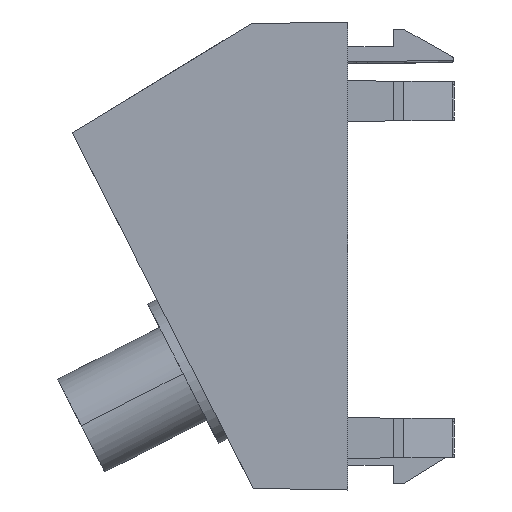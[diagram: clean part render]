
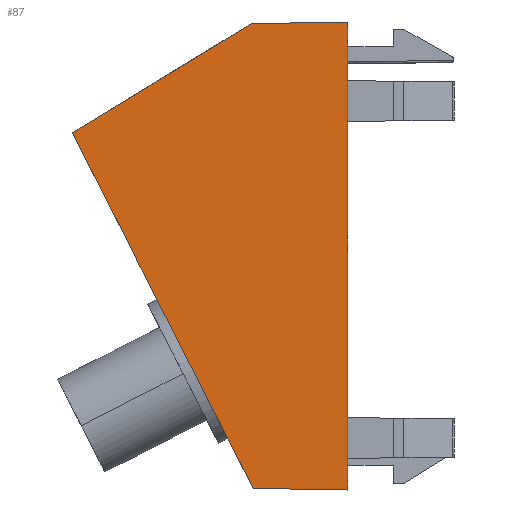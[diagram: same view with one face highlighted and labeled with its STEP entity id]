
A CAD part, left-side view. The second image highlights one B-rep face of the part: STEP entity #87.
In plain terms, the highlighted planar face has unit normal (-1, 0.018, 0).
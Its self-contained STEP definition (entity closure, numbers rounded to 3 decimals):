
#87=ADVANCED_FACE('',(#303),#3149,.T.);
#303=FACE_OUTER_BOUND('',#512,.T.);
#512=EDGE_LOOP('',(#990,#991,#992,#993,#994));
#990=ORIENTED_EDGE('',*,*,#1854,.T.);
#991=ORIENTED_EDGE('',*,*,#1855,.F.);
#992=ORIENTED_EDGE('',*,*,#1856,.T.);
#993=ORIENTED_EDGE('',*,*,#1857,.T.);
#994=ORIENTED_EDGE('',*,*,#1675,.T.);
#1675=EDGE_CURVE('',#2693,#2692,#2487,.T.);
#1854=EDGE_CURVE('',#2692,#2808,#2557,.T.);
#1855=EDGE_CURVE('',#2810,#2808,#2558,.T.);
#1856=EDGE_CURVE('',#2810,#2811,#2559,.T.);
#1857=EDGE_CURVE('',#2811,#2693,#2560,.T.);
#2487=B_SPLINE_CURVE_WITH_KNOTS('',3,(#6080,#6081,#6082,#6083),
 .UNSPECIFIED.,.F.,.F.,(4,4),(83.622,121.993),
 .UNSPECIFIED.);
#2557=B_SPLINE_CURVE_WITH_KNOTS('',3,(#6588,#6589,#6590,#6591),
 .UNSPECIFIED.,.F.,.F.,(4,4),(0.091,9.174),
 .UNSPECIFIED.);
#2558=B_SPLINE_CURVE_WITH_KNOTS('',3,(#6592,#6593,#6594,#6595),
 .UNSPECIFIED.,.F.,.F.,(4,4),(-86.192,-41.192),
 .UNSPECIFIED.);
#2559=B_SPLINE_CURVE_WITH_KNOTS('',3,(#6596,#6597,#6598,#6599),
 .UNSPECIFIED.,.F.,.F.,(4,4),(54.174,63.443),
 .UNSPECIFIED.);
#2560=B_SPLINE_CURVE_WITH_KNOTS('',3,(#6600,#6601,#6602,#6603),
 .UNSPECIFIED.,.F.,.F.,(4,4),(63.443,83.622),
 .UNSPECIFIED.);
#2692=VERTEX_POINT('',#5808);
#2693=VERTEX_POINT('',#5809);
#2808=VERTEX_POINT('',#5924);
#2810=VERTEX_POINT('',#5926);
#2811=VERTEX_POINT('',#5927);
#3149=PLANE('',#3416);
#3416=AXIS2_PLACEMENT_3D('',#4454,#3512,$);
#3512=DIRECTION('',(-1.,0.017,0.));
#4454=CARTESIAN_POINT('',(-21.991,20.07,-4.66));
#5808=CARTESIAN_POINT('',(-22.341,0.,0.));
#5809=CARTESIAN_POINT('',(-22.037,17.419,34.187));
#5924=CARTESIAN_POINT('',(-22.5,-9.081,-0.159));
#5926=CARTESIAN_POINT('',(-22.5,-9.081,44.841));
#5927=CARTESIAN_POINT('',(-22.338,0.185,44.68));
#6080=CARTESIAN_POINT('',(-22.037,17.419,34.187));
#6081=CARTESIAN_POINT('',(-22.139,11.613,22.791));
#6082=CARTESIAN_POINT('',(-22.24,5.806,11.396));
#6083=CARTESIAN_POINT('',(-22.341,0.,0.));
#6588=CARTESIAN_POINT('',(-22.341,0.,0.));
#6589=CARTESIAN_POINT('',(-22.394,-3.027,-0.053));
#6590=CARTESIAN_POINT('',(-22.447,-6.054,-0.106));
#6591=CARTESIAN_POINT('',(-22.5,-9.081,-0.159));
#6592=CARTESIAN_POINT('',(-22.5,-9.081,44.841));
#6593=CARTESIAN_POINT('',(-22.5,-9.081,29.841));
#6594=CARTESIAN_POINT('',(-22.5,-9.081,14.841));
#6595=CARTESIAN_POINT('',(-22.5,-9.081,-0.159));
#6596=CARTESIAN_POINT('',(-22.5,-9.081,44.841));
#6597=CARTESIAN_POINT('',(-22.446,-5.992,44.788));
#6598=CARTESIAN_POINT('',(-22.392,-2.904,44.734));
#6599=CARTESIAN_POINT('',(-22.338,0.185,44.68));
#6600=CARTESIAN_POINT('',(-22.338,0.185,44.68));
#6601=CARTESIAN_POINT('',(-22.238,5.93,41.182));
#6602=CARTESIAN_POINT('',(-22.138,11.674,37.685));
#6603=CARTESIAN_POINT('',(-22.037,17.419,34.187));
